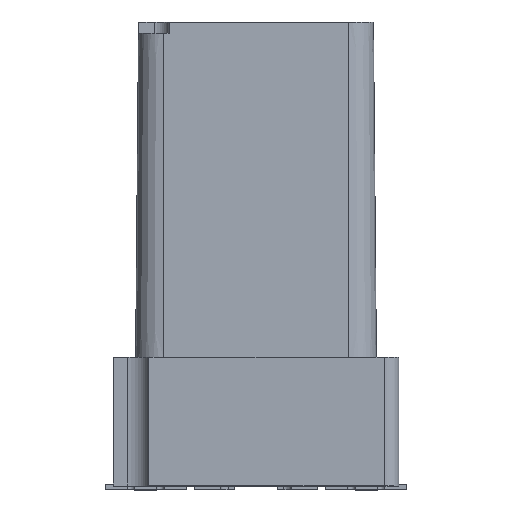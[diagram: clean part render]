
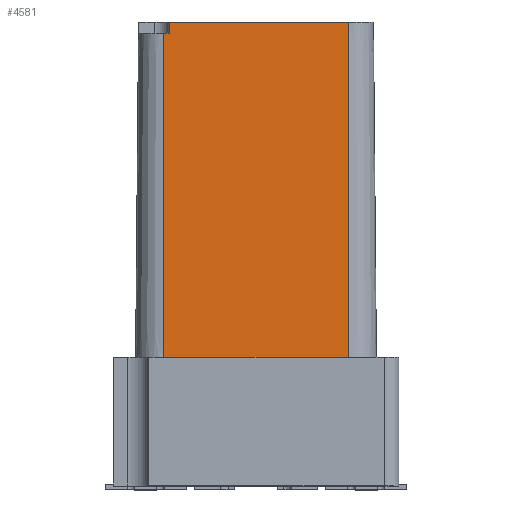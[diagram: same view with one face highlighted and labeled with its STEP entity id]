
A CAD part, top view. The second image highlights one B-rep face of the part: STEP entity #4581.
In plain terms, the highlighted planar face has unit normal (0, 0.009, 1).
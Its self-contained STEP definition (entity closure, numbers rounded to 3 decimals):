
#40 = CARTESIAN_POINT ( 'NONE',  ( -1.178, 6.15, 1.451 ) ) ;
#576 = EDGE_CURVE ( 'NONE', #1879, #4483, #5343, .T. ) ;
#870 = VERTEX_POINT ( 'NONE', #5331 ) ;
#904 = EDGE_LOOP ( 'NONE', ( #4736, #6773, #7752, #9537, #6720, #9100 ) ) ;
#1100 = CARTESIAN_POINT ( 'NONE',  ( 1.255, 6.3, 1.45 ) ) ;
#1188 = EDGE_CURVE ( 'NONE', #5810, #1951, #3874, .T. ) ;
#1879 = VERTEX_POINT ( 'NONE', #6066 ) ;
#1951 = VERTEX_POINT ( 'NONE', #7206 ) ;
#2002 = VECTOR ( 'NONE', #5325, 1000. ) ;
#2267 = CARTESIAN_POINT ( 'NONE',  ( -1.255, 6.3, 1.45 ) ) ;
#2284 = EDGE_CURVE ( 'NONE', #1951, #3034, #7599, .T. ) ;
#2341 = LINE ( 'NONE', #4503, #2002 ) ;
#2988 = DIRECTION ( 'NONE',  ( 0., 0.009, 1. ) ) ;
#3034 = VERTEX_POINT ( 'NONE', #8671 ) ;
#3088 = AXIS2_PLACEMENT_3D ( 'NONE', #8259, #2988, #4463 ) ;
#3167 = DIRECTION ( 'NONE',  ( 0., -1., 0.009 ) ) ;
#3260 = LINE ( 'NONE', #3806, #7692 ) ;
#3740 = FACE_OUTER_BOUND ( 'NONE', #904, .T. ) ;
#3806 = CARTESIAN_POINT ( 'NONE',  ( -1.255, 1.75, 1.49 ) ) ;
#3874 = LINE ( 'NONE', #8992, #9560 ) ;
#4463 = DIRECTION ( 'NONE',  ( 0., -1., 0.009 ) ) ;
#4483 = VERTEX_POINT ( 'NONE', #6463 ) ;
#4503 = CARTESIAN_POINT ( 'NONE',  ( -1.178, 0.013, 1.505 ) ) ;
#4581 = ADVANCED_FACE ( 'NONE', ( #3740 ), #7524, .T. ) ;
#4699 = EDGE_CURVE ( 'NONE', #870, #1879, #7325, .T. ) ;
#4736 = ORIENTED_EDGE ( 'NONE', *, *, #7985, .F. ) ;
#5254 = DIRECTION ( 'NONE',  ( -1., 0., 0. ) ) ;
#5325 = DIRECTION ( 'NONE',  ( 0., 1., -0.009 ) ) ;
#5331 = CARTESIAN_POINT ( 'NONE',  ( -1.178, 6.3, 1.45 ) ) ;
#5343 = LINE ( 'NONE', #1100, #7814 ) ;
#5810 = VERTEX_POINT ( 'NONE', #40 ) ;
#6066 = CARTESIAN_POINT ( 'NONE',  ( 1.255, 6.3, 1.45 ) ) ;
#6166 = DIRECTION ( 'NONE',  ( 1., 0., 0. ) ) ;
#6463 = CARTESIAN_POINT ( 'NONE',  ( 1.255, 1.75, 1.49 ) ) ;
#6585 = CARTESIAN_POINT ( 'NONE',  ( -1.255, 6.3, 1.45 ) ) ;
#6720 = ORIENTED_EDGE ( 'NONE', *, *, #576, .F. ) ;
#6773 = ORIENTED_EDGE ( 'NONE', *, *, #1188, .T. ) ;
#7057 = VECTOR ( 'NONE', #8240, 1000. ) ;
#7206 = CARTESIAN_POINT ( 'NONE',  ( -1.255, 6.15, 1.451 ) ) ;
#7325 = LINE ( 'NONE', #6585, #8216 ) ;
#7524 = PLANE ( 'NONE',  #3088 ) ;
#7599 = LINE ( 'NONE', #2267, #7057 ) ;
#7692 = VECTOR ( 'NONE', #6166, 1000. ) ;
#7752 = ORIENTED_EDGE ( 'NONE', *, *, #2284, .T. ) ;
#7814 = VECTOR ( 'NONE', #3167, 1000. ) ;
#7985 = EDGE_CURVE ( 'NONE', #5810, #870, #2341, .T. ) ;
#8216 = VECTOR ( 'NONE', #9590, 1000. ) ;
#8240 = DIRECTION ( 'NONE',  ( 0., -1., 0.009 ) ) ;
#8259 = CARTESIAN_POINT ( 'NONE',  ( 0., 0.013, 1.505 ) ) ;
#8624 = EDGE_CURVE ( 'NONE', #3034, #4483, #3260, .T. ) ;
#8671 = CARTESIAN_POINT ( 'NONE',  ( -1.255, 1.75, 1.49 ) ) ;
#8992 = CARTESIAN_POINT ( 'NONE',  ( 0., 6.15, 1.451 ) ) ;
#9100 = ORIENTED_EDGE ( 'NONE', *, *, #4699, .F. ) ;
#9537 = ORIENTED_EDGE ( 'NONE', *, *, #8624, .T. ) ;
#9560 = VECTOR ( 'NONE', #5254, 1000. ) ;
#9590 = DIRECTION ( 'NONE',  ( 1., 0., 0. ) ) ;
